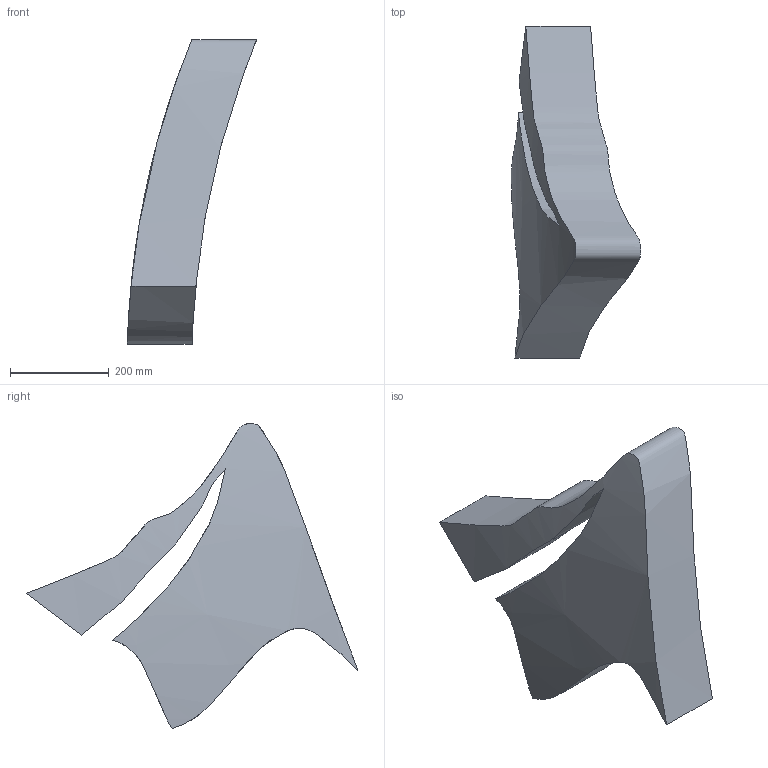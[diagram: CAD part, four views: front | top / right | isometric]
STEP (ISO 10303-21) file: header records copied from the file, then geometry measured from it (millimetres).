
FILE_DESCRIPTION (( 'STEP AP203' ), '1' );
FILE_NAME ('Membrane1_Default_sldprt.STEP', '2023-11-24T11:03:50', ( '' ), ( '' ), 'SwSTEP 2.0', 'SolidWorks 2021', '' );
FILE_SCHEMA (( 'CONFIG_CONTROL_DESIGN' ));
Length unit declared in the file: millimetre
Products named in the file (1): Membrane1_Default_sldprt
Bounding box: 261.58 x 670.9 x 616.11 mm (x, y, z)
Surface area: 536298 mm2 (no closed solid volume)
Topology: 0 solids, 1 shells, 7 faces, 18 edges, 12 vertices
Faces by surface type: bspline 7
Entity records: 2273 total; most frequent: CARTESIAN_POINT 2083, ORIENTED_EDGE 30, EDGE_CURVE 18, B_SPLINE_CURVE_WITH_KNOTS 18, VERTEX_POINT 12, PERSON_AND_ORGANIZATION 8, FACE_OUTER_BOUND 7, EDGE_LOOP 7
